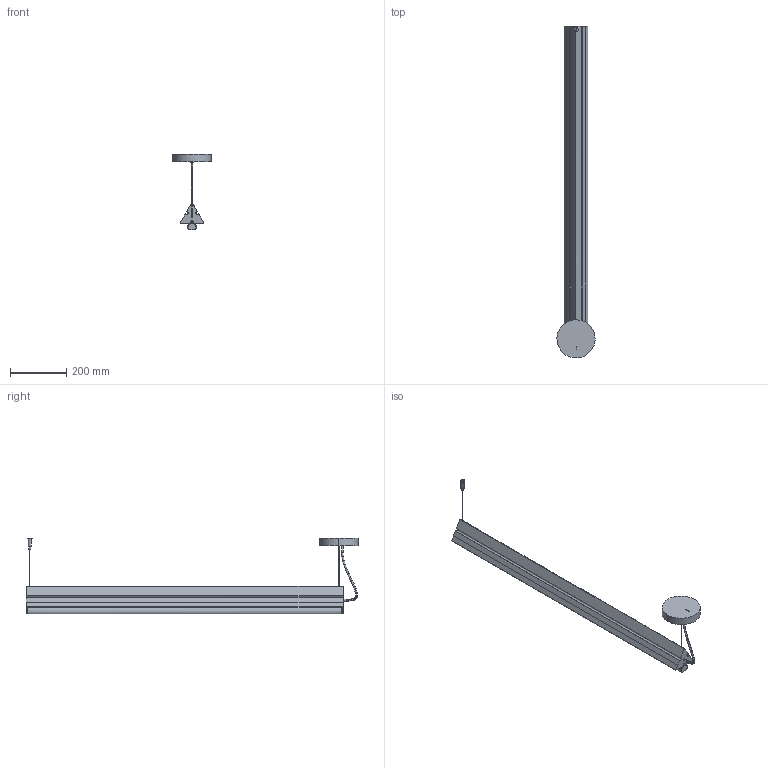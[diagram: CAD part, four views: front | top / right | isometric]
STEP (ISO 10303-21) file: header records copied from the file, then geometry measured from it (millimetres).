
FILE_DESCRIPTION(/* description */ (''),/* implementation_level */ '2;1');
FILE_NAME(/* name */ 'DREISPITZ120 SOSP 1 EM. CE',/* time_stamp */ '2025-04-17T15:23:47+02:00',/* author */ (''),/* organization */ (''),/* preprocessor_version */ 'ST-DEVELOPER v16.5',/* originating_system */ 'Rhino 7.37',/* authorisation */ '');
FILE_SCHEMA (('AUTOMOTIVE_DESIGN'));
Length unit declared in the file: millimetre
Products named in the file (1): Document
Bounding box: 136.11 x 1183.5 x 270.56 mm (x, y, z)
Volume: 446489.4 mm3; surface area: 650755.9 mm2
Topology: 10 solids, 17 shells, 1529 faces, 3674 edges, 2219 vertices
Faces by surface type: bspline 1128, cylinder 258, plane 143
Entity records: 155976 total; most frequent: CARTESIAN_POINT 133273, ORIENTED_EDGE 7303, EDGE_CURVE 3659, B_SPLINE_CURVE_WITH_KNOTS 2805, VERTEX_POINT 2219, EDGE_LOOP 1597, ADVANCED_FACE 1529, FACE_OUTER_BOUND 1529
